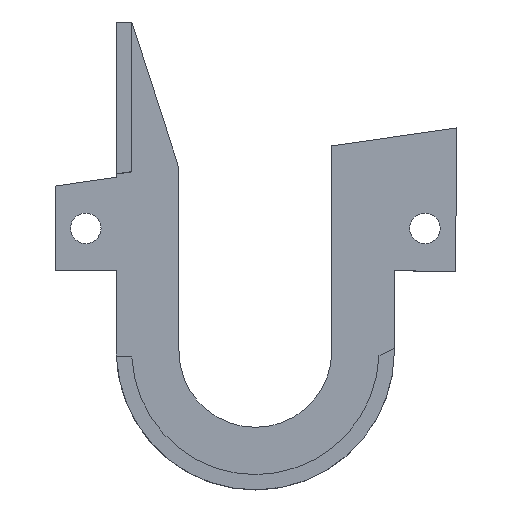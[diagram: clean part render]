
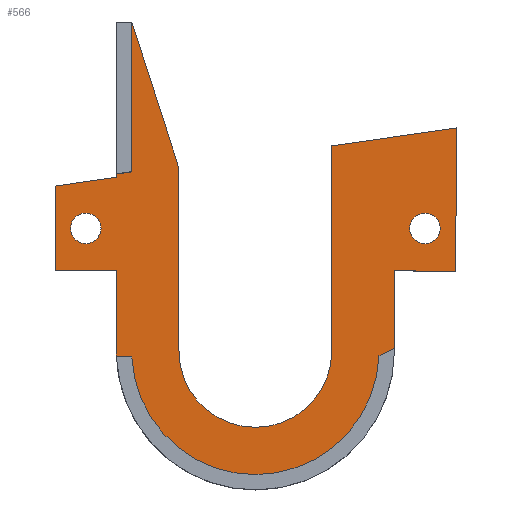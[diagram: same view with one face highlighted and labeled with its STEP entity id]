
A CAD part, top view. The second image highlights one B-rep face of the part: STEP entity #566.
In plain terms, the highlighted planar face has unit normal (0, 0, 1).
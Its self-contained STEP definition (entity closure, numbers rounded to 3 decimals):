
#24=FACE_BOUND('',#99,.T.);
#25=FACE_BOUND('',#100,.T.);
#31=CIRCLE('',#596,1.);
#33=CIRCLE('',#600,1.);
#34=CIRCLE('',#603,8.099);
#37=CIRCLE('',#609,5.);
#38=CIRCLE('',#617,9.1);
#67=FACE_OUTER_BOUND('',#98,.T.);
#98=EDGE_LOOP('',(#494,#495,#496,#497,#498,#499,#500,#501,#502,#503,#504,
#505,#506,#507,#508,#509,#510,#511,#512,#513));
#99=EDGE_LOOP('',(#514));
#100=EDGE_LOOP('',(#515));
#103=LINE('',#782,#168);
#108=LINE('',#792,#173);
#123=LINE('',#830,#188);
#126=LINE('',#836,#191);
#129=LINE('',#842,#194);
#137=LINE('',#867,#202);
#142=LINE('',#881,#207);
#147=LINE('',#894,#212);
#149=LINE('',#898,#214);
#150=LINE('',#901,#215);
#152=LINE('',#905,#217);
#154=LINE('',#909,#219);
#156=LINE('',#913,#221);
#160=LINE('',#921,#225);
#161=LINE('',#924,#226);
#163=LINE('',#928,#228);
#165=LINE('',#931,#230);
#168=VECTOR('',#629,10.);
#173=VECTOR('',#636,10.);
#188=VECTOR('',#665,10.);
#191=VECTOR('',#670,10.);
#194=VECTOR('',#675,10.);
#202=VECTOR('',#703,10.);
#207=VECTOR('',#716,10.);
#212=VECTOR('',#731,10.);
#214=VECTOR('',#735,10.);
#215=VECTOR('',#738,10.);
#217=VECTOR('',#742,10.);
#219=VECTOR('',#746,10.);
#221=VECTOR('',#750,10.);
#225=VECTOR('',#760,10.);
#226=VECTOR('',#763,10.);
#228=VECTOR('',#767,10.);
#230=VECTOR('',#771,10.);
#233=VERTEX_POINT('',#779);
#234=VERTEX_POINT('',#781);
#235=VERTEX_POINT('',#785);
#238=VERTEX_POINT('',#790);
#254=VERTEX_POINT('',#829);
#256=VERTEX_POINT('',#835);
#258=VERTEX_POINT('',#841);
#261=VERTEX_POINT('',#853);
#263=VERTEX_POINT('',#861);
#264=VERTEX_POINT('',#865);
#265=VERTEX_POINT('',#866);
#268=VERTEX_POINT('',#874);
#270=VERTEX_POINT('',#880);
#273=VERTEX_POINT('',#890);
#274=VERTEX_POINT('',#896);
#275=VERTEX_POINT('',#900);
#276=VERTEX_POINT('',#904);
#277=VERTEX_POINT('',#908);
#278=VERTEX_POINT('',#912);
#279=VERTEX_POINT('',#919);
#280=VERTEX_POINT('',#923);
#281=VERTEX_POINT('',#927);
#284=EDGE_CURVE('',#234,#233,#103,.T.);
#289=EDGE_CURVE('',#238,#235,#108,.T.);
#308=EDGE_CURVE('',#233,#254,#123,.T.);
#311=EDGE_CURVE('',#254,#256,#126,.T.);
#314=EDGE_CURVE('',#256,#258,#129,.T.);
#321=EDGE_CURVE('',#261,#261,#31,.T.);
#325=EDGE_CURVE('',#263,#263,#33,.T.);
#326=EDGE_CURVE('',#264,#265,#137,.T.);
#330=EDGE_CURVE('',#265,#268,#34,.T.);
#333=EDGE_CURVE('',#268,#270,#142,.T.);
#338=EDGE_CURVE('',#238,#273,#37,.T.);
#340=EDGE_CURVE('',#273,#234,#147,.T.);
#342=EDGE_CURVE('',#258,#274,#149,.T.);
#343=EDGE_CURVE('',#275,#274,#150,.T.);
#345=EDGE_CURVE('',#276,#275,#152,.T.);
#347=EDGE_CURVE('',#277,#276,#154,.T.);
#349=EDGE_CURVE('',#278,#277,#156,.T.);
#351=EDGE_CURVE('',#264,#278,#38,.T.);
#354=EDGE_CURVE('',#270,#279,#160,.T.);
#355=EDGE_CURVE('',#279,#280,#161,.T.);
#357=EDGE_CURVE('',#280,#281,#163,.T.);
#359=EDGE_CURVE('',#281,#235,#165,.T.);
#494=ORIENTED_EDGE('',*,*,#359,.T.);
#495=ORIENTED_EDGE('',*,*,#289,.F.);
#496=ORIENTED_EDGE('',*,*,#338,.T.);
#497=ORIENTED_EDGE('',*,*,#340,.T.);
#498=ORIENTED_EDGE('',*,*,#284,.T.);
#499=ORIENTED_EDGE('',*,*,#308,.T.);
#500=ORIENTED_EDGE('',*,*,#311,.T.);
#501=ORIENTED_EDGE('',*,*,#314,.T.);
#502=ORIENTED_EDGE('',*,*,#342,.T.);
#503=ORIENTED_EDGE('',*,*,#343,.F.);
#504=ORIENTED_EDGE('',*,*,#345,.F.);
#505=ORIENTED_EDGE('',*,*,#347,.F.);
#506=ORIENTED_EDGE('',*,*,#349,.F.);
#507=ORIENTED_EDGE('',*,*,#351,.F.);
#508=ORIENTED_EDGE('',*,*,#326,.T.);
#509=ORIENTED_EDGE('',*,*,#330,.T.);
#510=ORIENTED_EDGE('',*,*,#333,.T.);
#511=ORIENTED_EDGE('',*,*,#354,.T.);
#512=ORIENTED_EDGE('',*,*,#355,.T.);
#513=ORIENTED_EDGE('',*,*,#357,.T.);
#514=ORIENTED_EDGE('',*,*,#321,.F.);
#515=ORIENTED_EDGE('',*,*,#325,.F.);
#537=PLANE('',#622);
#566=ADVANCED_FACE('',(#67,#24,#25),#537,.F.);
#596=AXIS2_PLACEMENT_3D('',#855,#689,#690);
#600=AXIS2_PLACEMENT_3D('',#863,#699,#700);
#603=AXIS2_PLACEMENT_3D('',#875,#709,#710);
#609=AXIS2_PLACEMENT_3D('',#891,#726,#727);
#617=AXIS2_PLACEMENT_3D('',#916,#754,#755);
#622=AXIS2_PLACEMENT_3D('',#932,#772,#773);
#629=DIRECTION('',(-0.307,0.952,0.));
#636=DIRECTION('',(0.,1.,0.));
#665=DIRECTION('',(-0.023,-1.,0.));
#670=DIRECTION('',(0.,-1.,0.));
#675=DIRECTION('',(-0.99,-0.143,0.));
#689=DIRECTION('center_axis',(0.,0.,
1.));
#690=DIRECTION('ref_axis',(0.,-1.,0.));
#699=DIRECTION('center_axis',(0.,0.,
1.));
#700=DIRECTION('ref_axis',(0.,-1.,0.));
#703=DIRECTION('',(1.,0.,0.));
#709=DIRECTION('center_axis',(0.,0.,1.));
#710=DIRECTION('ref_axis',(1.,0.,0.));
#716=DIRECTION('',(0.89,0.455,0.));
#726=DIRECTION('center_axis',(0.,0.,
-1.));
#727=DIRECTION('ref_axis',(0.98,0.197,0.));
#731=DIRECTION('',(0.,1.,0.));
#735=DIRECTION('',(0.,-1.,0.));
#738=DIRECTION('',(0.99,0.143,0.));
#742=DIRECTION('',(0.,1.,0.));
#746=DIRECTION('',(-1.,0.,0.));
#750=DIRECTION('',(0.,1.,0.));
#754=DIRECTION('center_axis',(0.,0.,
-1.));
#755=DIRECTION('ref_axis',(1.,0.,0.));
#760=DIRECTION('',(0.,1.,0.));
#763=DIRECTION('',(1.,-0.009,0.));
#767=DIRECTION('',(0.009,1.,0.));
#771=DIRECTION('',(-0.99,-0.143,0.));
#772=DIRECTION('center_axis',(0.,0.,-1.));
#773=DIRECTION('ref_axis',(0.,-1.,0.));
#779=CARTESIAN_POINT('',(55.44,80.815,1.));
#781=CARTESIAN_POINT('',(58.516,71.267,1.));
#782=CARTESIAN_POINT('',(59.593,67.923,1.));
#785=CARTESIAN_POINT('',(68.516,72.716,1.));
#790=CARTESIAN_POINT('',(68.516,59.301,1.));
#792=CARTESIAN_POINT('',(68.516,59.301,1.));
#829=CARTESIAN_POINT('',(55.417,79.815,1.));
#830=CARTESIAN_POINT('',(55.252,72.761,1.));
#835=CARTESIAN_POINT('',(55.417,71.021,1.));
#836=CARTESIAN_POINT('',(55.417,68.264,1.));
#841=CARTESIAN_POINT('',(54.417,70.876,1.));
#842=CARTESIAN_POINT('',(58.513,71.469,1.));
#853=CARTESIAN_POINT('',(52.416,68.324,1.));
#855=CARTESIAN_POINT('Origin',(52.416,67.324,1.));
#861=CARTESIAN_POINT('',(74.616,68.324,1.));
#863=CARTESIAN_POINT('Origin',(74.616,67.324,1.));
#865=CARTESIAN_POINT('',(54.425,58.901,1.));
#866=CARTESIAN_POINT('',(55.427,58.901,1.));
#867=CARTESIAN_POINT('',(59.492,58.901,1.));
#874=CARTESIAN_POINT('',(71.608,58.974,1.));
#875=CARTESIAN_POINT('Origin',(63.516,59.301,1.));
#880=CARTESIAN_POINT('',(72.616,59.489,1.));
#881=CARTESIAN_POINT('',(70.245,58.277,1.));
#890=CARTESIAN_POINT('',(58.516,59.301,1.));
#891=CARTESIAN_POINT('Origin',(63.516,59.301,1.));
#894=CARTESIAN_POINT('',(58.516,59.301,1.));
#896=CARTESIAN_POINT('',(54.417,70.674,1.));
#898=CARTESIAN_POINT('',(54.417,80.815,1.));
#900=CARTESIAN_POINT('',(50.416,70.094,1.));
#901=CARTESIAN_POINT('',(50.416,70.094,1.));
#904=CARTESIAN_POINT('',(50.416,64.554,1.));
#905=CARTESIAN_POINT('',(50.416,64.554,1.));
#908=CARTESIAN_POINT('',(54.416,64.554,1.));
#909=CARTESIAN_POINT('',(54.416,64.554,1.));
#912=CARTESIAN_POINT('',(54.416,59.301,1.));
#913=CARTESIAN_POINT('',(54.416,59.301,1.));
#916=CARTESIAN_POINT('Origin',(63.516,59.301,1.));
#919=CARTESIAN_POINT('',(72.616,64.546,1.));
#921=CARTESIAN_POINT('',(72.616,59.301,1.));
#923=CARTESIAN_POINT('',(76.616,64.51,1.));
#924=CARTESIAN_POINT('',(72.616,64.546,1.));
#927=CARTESIAN_POINT('',(76.7,73.901,1.));
#928=CARTESIAN_POINT('',(76.616,64.51,1.));
#931=CARTESIAN_POINT('',(67.626,72.587,1.));
#932=CARTESIAN_POINT('Origin',(63.558,65.508,1.));
